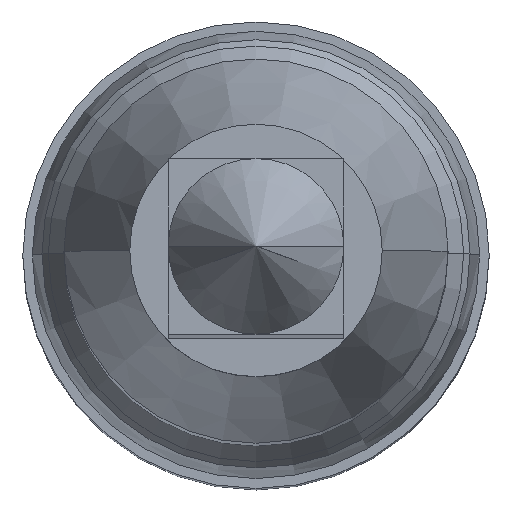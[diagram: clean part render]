
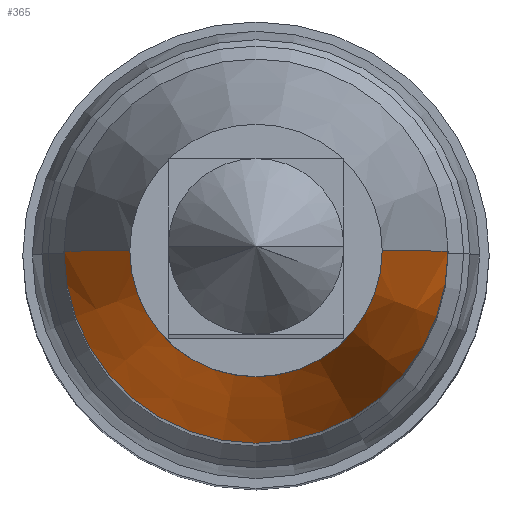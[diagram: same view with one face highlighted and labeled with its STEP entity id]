
A CAD part, top view. The second image highlights one B-rep face of the part: STEP entity #365.
In plain terms, the highlighted conical face has half-angle 14.931 degrees and reference radius 0.7 mm.
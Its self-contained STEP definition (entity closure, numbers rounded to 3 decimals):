
#119 = ORIENTED_EDGE ( 'NONE', *, *, #461, .F. ) ;
#125 = CARTESIAN_POINT ( 'NONE',  ( 0., 0., 11.8 ) ) ;
#135 = DIRECTION ( 'NONE',  ( 0., 0., -1. ) ) ;
#147 = VERTEX_POINT ( 'NONE', #780 ) ;
#148 = VERTEX_POINT ( 'NONE', #514 ) ;
#188 = CARTESIAN_POINT ( 'NONE',  ( 0., 0., 11.8 ) ) ;
#218 = CARTESIAN_POINT ( 'NONE',  ( 0.7, 0., 11.8 ) ) ;
#270 = DIRECTION ( 'NONE',  ( 0.258, 0., -0.966 ) ) ;
#277 = EDGE_LOOP ( 'NONE', ( #119, #538, #714, #391 ) ) ;
#309 = CARTESIAN_POINT ( 'NONE',  ( 0.7, 0., 11.8 ) ) ;
#319 = DIRECTION ( 'NONE',  ( -1., 0., 0. ) ) ;
#325 = CARTESIAN_POINT ( 'NONE',  ( 0.46, 0., 12.7 ) ) ;
#365 = ADVANCED_FACE ( 'NONE', ( #458 ), #381, .T. ) ;
#381 = CONICAL_SURFACE ( 'NONE', #598, 0.7, 0.261 ) ;
#391 = ORIENTED_EDGE ( 'NONE', *, *, #815, .F. ) ;
#398 = CARTESIAN_POINT ( 'NONE',  ( 0., 0., 12.7 ) ) ;
#458 = FACE_OUTER_BOUND ( 'NONE', #277, .T. ) ;
#461 = EDGE_CURVE ( 'NONE', #766, #675, #592, .T. ) ;
#501 = DIRECTION ( 'NONE',  ( -1., 0., 0. ) ) ;
#514 = CARTESIAN_POINT ( 'NONE',  ( -0.7, 0., 11.8 ) ) ;
#526 = AXIS2_PLACEMENT_3D ( 'NONE', #398, #707, #501 ) ;
#527 = EDGE_CURVE ( 'NONE', #147, #148, #558, .T. ) ;
#537 = VECTOR ( 'NONE', #673, 1000. ) ;
#538 = ORIENTED_EDGE ( 'NONE', *, *, #801, .T. ) ;
#558 = LINE ( 'NONE', #737, #537 ) ;
#566 = AXIS2_PLACEMENT_3D ( 'NONE', #188, #569, #717 ) ;
#569 = DIRECTION ( 'NONE',  ( 0., 0., -1. ) ) ;
#592 = LINE ( 'NONE', #218, #666 ) ;
#598 = AXIS2_PLACEMENT_3D ( 'NONE', #125, #135, #319 ) ;
#666 = VECTOR ( 'NONE', #270, 1000. ) ;
#673 = DIRECTION ( 'NONE',  ( -0.258, 0., -0.966 ) ) ;
#675 = VERTEX_POINT ( 'NONE', #309 ) ;
#707 = DIRECTION ( 'NONE',  ( 0., 0., -1. ) ) ;
#714 = ORIENTED_EDGE ( 'NONE', *, *, #527, .T. ) ;
#717 = DIRECTION ( 'NONE',  ( -1., 0., 0. ) ) ;
#737 = CARTESIAN_POINT ( 'NONE',  ( -0.7, 0., 11.8 ) ) ;
#750 = CIRCLE ( 'NONE', #526, 0.46 ) ;
#766 = VERTEX_POINT ( 'NONE', #325 ) ;
#780 = CARTESIAN_POINT ( 'NONE',  ( -0.46, 0., 12.7 ) ) ;
#799 = CIRCLE ( 'NONE', #566, 0.7 ) ;
#801 = EDGE_CURVE ( 'NONE', #766, #147, #750, .T. ) ;
#815 = EDGE_CURVE ( 'NONE', #675, #148, #799, .T. ) ;
